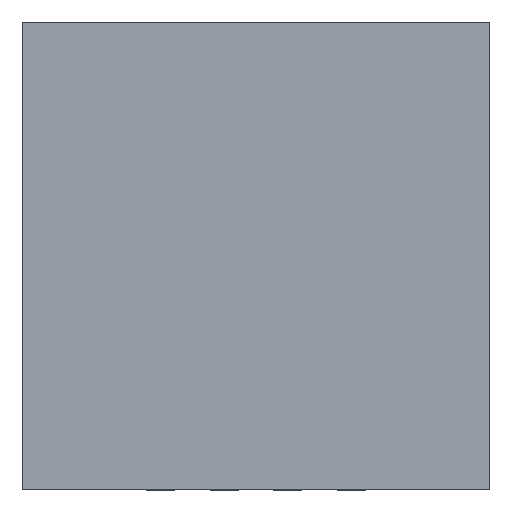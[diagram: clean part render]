
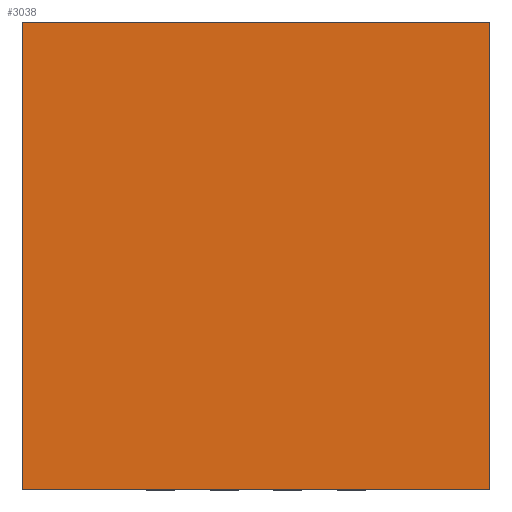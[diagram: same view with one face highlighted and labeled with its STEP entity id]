
A CAD part, top view. The second image highlights one B-rep face of the part: STEP entity #3038.
In plain terms, the highlighted face is planar.
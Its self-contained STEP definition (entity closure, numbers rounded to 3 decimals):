
#1036=DIRECTION('',(0.,0.,1.));
#1037=VECTOR('',#1036,3.);
#1038=CARTESIAN_POINT('',(-1.5,0.75,-1.5));
#1039=LINE('',#1038,#1037);
#1043=DIRECTION('',(-1.,0.,0.));
#1044=VECTOR('',#1043,3.);
#1045=CARTESIAN_POINT('',(1.5,0.75,-1.5));
#1046=LINE('',#1045,#1044);
#1050=DIRECTION('',(0.,0.,-1.));
#1051=VECTOR('',#1050,3.);
#1052=CARTESIAN_POINT('',(1.5,0.75,1.5));
#1053=LINE('',#1052,#1051);
#1057=DIRECTION('',(1.,0.,0.));
#1058=VECTOR('',#1057,3.);
#1059=CARTESIAN_POINT('',(-1.5,0.75,1.5));
#1060=LINE('',#1059,#1058);
#2209=CARTESIAN_POINT('',(-1.5,0.75,-1.5));
#2210=CARTESIAN_POINT('',(-1.5,0.75,1.5));
#2211=VERTEX_POINT('',#2209);
#2212=VERTEX_POINT('',#2210);
#2213=CARTESIAN_POINT('',(1.5,0.75,1.5));
#2214=VERTEX_POINT('',#2213);
#2215=CARTESIAN_POINT('',(1.5,0.75,-1.5));
#2216=VERTEX_POINT('',#2215);
#3027=CARTESIAN_POINT('',(0.,0.75,0.));
#3028=DIRECTION('',(0.,1.,0.));
#3029=DIRECTION('',(1.,0.,0.));
#3030=AXIS2_PLACEMENT_3D('',#3027,#3028,#3029);
#3031=PLANE('',#3030);
#3032=ORIENTED_EDGE('',*,*,#2853,.F.);
#3033=ORIENTED_EDGE('',*,*,#2903,.F.);
#3034=ORIENTED_EDGE('',*,*,#2945,.F.);
#3035=ORIENTED_EDGE('',*,*,#2993,.F.);
#3036=EDGE_LOOP('',(#3032,#3033,#3034,#3035));
#3037=FACE_OUTER_BOUND('',#3036,.F.);
#3038=ADVANCED_FACE('',(#3037),#3031,.T.);
#2853=EDGE_CURVE('',#2211,#2212,#1039,.T.);
#2903=EDGE_CURVE('',#2216,#2211,#1046,.T.);
#2945=EDGE_CURVE('',#2214,#2216,#1053,.T.);
#2993=EDGE_CURVE('',#2212,#2214,#1060,.T.);
